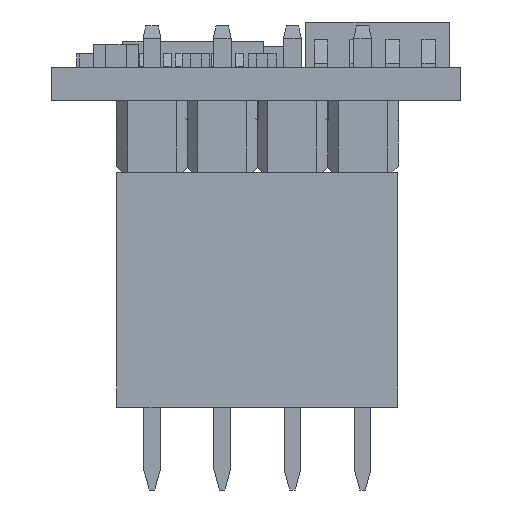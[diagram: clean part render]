
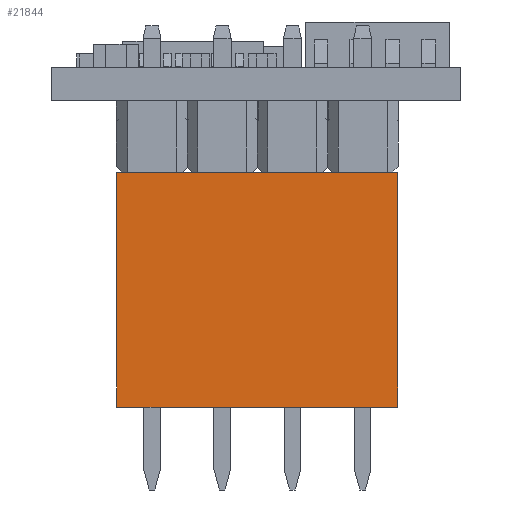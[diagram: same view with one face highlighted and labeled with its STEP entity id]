
A CAD part, front view. The second image highlights one B-rep face of the part: STEP entity #21844.
In plain terms, the highlighted planar face has unit normal (0, -1, 0).
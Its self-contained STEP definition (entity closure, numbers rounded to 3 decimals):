
#1243=FACE_OUTER_BOUND('',#2360,.T.);
#2360=EDGE_LOOP('',(#15587,#15588,#15589,#15590));
#3936=LINE('',#31020,#6523);
#3947=LINE('',#31042,#6534);
#4048=LINE('',#31277,#6635);
#4068=LINE('',#31316,#6655);
#6523=VECTOR('',#25566,1.);
#6534=VECTOR('',#25581,1.);
#6635=VECTOR('',#25854,1.);
#6655=VECTOR('',#25896,1.);
#8941=VERTEX_POINT('',#31017);
#8942=VERTEX_POINT('',#31019);
#8950=VERTEX_POINT('',#31039);
#8951=VERTEX_POINT('',#31041);
#11405=EDGE_CURVE('',#8941,#8942,#3936,.T.);
#11416=EDGE_CURVE('',#8951,#8950,#3947,.T.);
#11525=EDGE_CURVE('',#8942,#8950,#4048,.T.);
#11545=EDGE_CURVE('',#8941,#8951,#4068,.T.);
#15587=ORIENTED_EDGE('',*,*,#11545,.T.);
#15588=ORIENTED_EDGE('',*,*,#11416,.T.);
#15589=ORIENTED_EDGE('',*,*,#11525,.F.);
#15590=ORIENTED_EDGE('',*,*,#11405,.F.);
#20248=PLANE('',#23240);
#21844=ADVANCED_FACE('',(#1243),#20248,.T.);
#23240=AXIS2_PLACEMENT_3D('',#31317,#25897,#25898);
#25566=DIRECTION('',(0.,0.,1.));
#25581=DIRECTION('',(0.,0.,1.));
#25854=DIRECTION('',(1.,0.,0.));
#25896=DIRECTION('',(1.,0.,0.));
#25897=DIRECTION('center_axis',(0.,-1.,0.));
#25898=DIRECTION('ref_axis',(1.,0.,0.));
#31017=CARTESIAN_POINT('',(-1.27,-1.27,0.));
#31019=CARTESIAN_POINT('',(-1.27,-1.27,8.5));
#31020=CARTESIAN_POINT('',(-1.27,-1.27,0.));
#31039=CARTESIAN_POINT('',(8.89,-1.27,8.5));
#31041=CARTESIAN_POINT('',(8.89,-1.27,0.));
#31042=CARTESIAN_POINT('',(8.89,-1.27,0.));
#31277=CARTESIAN_POINT('',(-1.27,-1.27,8.5));
#31316=CARTESIAN_POINT('',(-1.27,-1.27,0.));
#31317=CARTESIAN_POINT('Origin',(-1.27,-1.27,0.));
